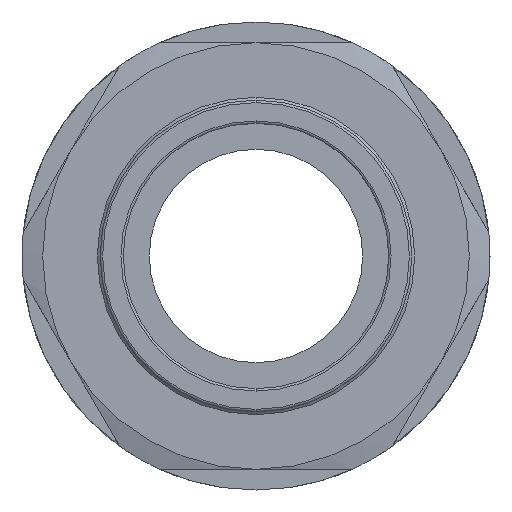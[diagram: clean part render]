
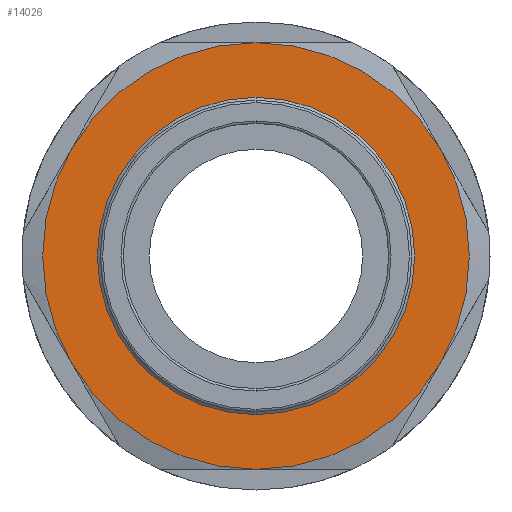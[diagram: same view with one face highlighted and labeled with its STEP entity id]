
A CAD part, front view. The second image highlights one B-rep face of the part: STEP entity #14026.
In plain terms, the highlighted planar face has unit normal (0, -1, 0).
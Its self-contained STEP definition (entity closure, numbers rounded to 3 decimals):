
#47 = ORIENTED_EDGE ( 'NONE', *, *, #9197, .F. ) ;
#149 = AXIS2_PLACEMENT_3D ( 'NONE', #1205, #980, #12949 ) ;
#193 = DIRECTION ( 'NONE',  ( 0., 0., 1. ) ) ;
#640 = ORIENTED_EDGE ( 'NONE', *, *, #8078, .F. ) ;
#647 = VERTEX_POINT ( 'NONE', #9687 ) ;
#980 = DIRECTION ( 'NONE',  ( 0., 1., 0. ) ) ;
#1194 = CIRCLE ( 'NONE', #13045, 13.388 ) ;
#1205 = CARTESIAN_POINT ( 'NONE',  ( 0., -22.8, 0. ) ) ;
#1255 = AXIS2_PLACEMENT_3D ( 'NONE', #12466, #7476, #14796 ) ;
#1269 = AXIS2_PLACEMENT_3D ( 'NONE', #7860, #8009, #4358 ) ;
#1584 = VERTEX_POINT ( 'NONE', #14233 ) ;
#1620 = CIRCLE ( 'NONE', #149, 13.388 ) ;
#2001 = DIRECTION ( 'NONE',  ( 0., 1., 0. ) ) ;
#2259 = CIRCLE ( 'NONE', #1269, 18. ) ;
#2430 = CIRCLE ( 'NONE', #15026, 18. ) ;
#2749 = VERTEX_POINT ( 'NONE', #8486 ) ;
#2923 = EDGE_CURVE ( 'NONE', #11903, #10468, #6596, .T. ) ;
#3591 = DIRECTION ( 'NONE',  ( 0., 1., 0. ) ) ;
#3664 = CIRCLE ( 'NONE', #9368, 18. ) ;
#3878 = ORIENTED_EDGE ( 'NONE', *, *, #2923, .F. ) ;
#3986 = ORIENTED_EDGE ( 'NONE', *, *, #12813, .F. ) ;
#4043 = FACE_OUTER_BOUND ( 'NONE', #9210, .T. ) ;
#4122 = PLANE ( 'NONE',  #7967 ) ;
#4358 = DIRECTION ( 'NONE',  ( 0., 0., 1. ) ) ;
#4804 = EDGE_CURVE ( 'NONE', #9110, #14258, #1620, .T. ) ;
#5096 = CARTESIAN_POINT ( 'NONE',  ( 0., -22.8, 0. ) ) ;
#5138 = DIRECTION ( 'NONE',  ( 0., -1., 0. ) ) ;
#5431 = DIRECTION ( 'NONE',  ( 0., 0., 1. ) ) ;
#5777 = CARTESIAN_POINT ( 'NONE',  ( 0., -22.8, -13.388 ) ) ;
#6036 = CARTESIAN_POINT ( 'NONE',  ( 15.588, -22.8, -9. ) ) ;
#6469 = FACE_BOUND ( 'NONE', #13400, .T. ) ;
#6596 = CIRCLE ( 'NONE', #12988, 18. ) ;
#6688 = DIRECTION ( 'NONE',  ( 0., 1., 0. ) ) ;
#6886 = DIRECTION ( 'NONE',  ( 0., 0., 1. ) ) ;
#6890 = ORIENTED_EDGE ( 'NONE', *, *, #9154, .T. ) ;
#7102 = DIRECTION ( 'NONE',  ( 0., 0., -1. ) ) ;
#7126 = EDGE_CURVE ( 'NONE', #10468, #2749, #14245, .T. ) ;
#7476 = DIRECTION ( 'NONE',  ( 0., 1., 0. ) ) ;
#7860 = CARTESIAN_POINT ( 'NONE',  ( 0., -22.8, 0. ) ) ;
#7935 = CARTESIAN_POINT ( 'NONE',  ( 0., -22.8, -18. ) ) ;
#7967 = AXIS2_PLACEMENT_3D ( 'NONE', #9027, #5138, #8952 ) ;
#8009 = DIRECTION ( 'NONE',  ( 0., 1., 0. ) ) ;
#8078 = EDGE_CURVE ( 'NONE', #647, #13207, #2430, .T. ) ;
#8486 = CARTESIAN_POINT ( 'NONE',  ( -15.588, -22.8, -9. ) ) ;
#8952 = DIRECTION ( 'NONE',  ( 0., 0., -1. ) ) ;
#9027 = CARTESIAN_POINT ( 'NONE',  ( 0., -22.8, 0. ) ) ;
#9110 = VERTEX_POINT ( 'NONE', #5777 ) ;
#9154 = EDGE_CURVE ( 'NONE', #14258, #9110, #1194, .T. ) ;
#9197 = EDGE_CURVE ( 'NONE', #13207, #11903, #3664, .T. ) ;
#9210 = EDGE_LOOP ( 'NONE', ( #9620, #3878, #47, #640, #3986, #11653 ) ) ;
#9368 = AXIS2_PLACEMENT_3D ( 'NONE', #10561, #3591, #193 ) ;
#9585 = AXIS2_PLACEMENT_3D ( 'NONE', #10207, #2001, #6886 ) ;
#9620 = ORIENTED_EDGE ( 'NONE', *, *, #7126, .F. ) ;
#9687 = CARTESIAN_POINT ( 'NONE',  ( 0., -22.8, 18. ) ) ;
#9832 = DIRECTION ( 'NONE',  ( 0., 1., 0. ) ) ;
#10207 = CARTESIAN_POINT ( 'NONE',  ( 0., -22.8, 0. ) ) ;
#10468 = VERTEX_POINT ( 'NONE', #7935 ) ;
#10561 = CARTESIAN_POINT ( 'NONE',  ( 0., -22.8, 0. ) ) ;
#11653 = ORIENTED_EDGE ( 'NONE', *, *, #14129, .F. ) ;
#11712 = DIRECTION ( 'NONE',  ( 0., 1., 0. ) ) ;
#11873 = ORIENTED_EDGE ( 'NONE', *, *, #4804, .T. ) ;
#11903 = VERTEX_POINT ( 'NONE', #6036 ) ;
#12119 = CIRCLE ( 'NONE', #1255, 18. ) ;
#12466 = CARTESIAN_POINT ( 'NONE',  ( 0., -22.8, 0. ) ) ;
#12813 = EDGE_CURVE ( 'NONE', #1584, #647, #12119, .T. ) ;
#12949 = DIRECTION ( 'NONE',  ( 0., 0., -1. ) ) ;
#12988 = AXIS2_PLACEMENT_3D ( 'NONE', #13393, #6688, #5431 ) ;
#13045 = AXIS2_PLACEMENT_3D ( 'NONE', #14176, #11712, #7102 ) ;
#13207 = VERTEX_POINT ( 'NONE', #14698 ) ;
#13222 = CARTESIAN_POINT ( 'NONE',  ( 0., -22.8, 13.388 ) ) ;
#13393 = CARTESIAN_POINT ( 'NONE',  ( 0., -22.8, 0. ) ) ;
#13400 = EDGE_LOOP ( 'NONE', ( #6890, #11873 ) ) ;
#14026 = ADVANCED_FACE ( 'NONE', ( #6469, #4043 ), #4122, .T. ) ;
#14129 = EDGE_CURVE ( 'NONE', #2749, #1584, #2259, .T. ) ;
#14176 = CARTESIAN_POINT ( 'NONE',  ( 0., -22.8, 0. ) ) ;
#14233 = CARTESIAN_POINT ( 'NONE',  ( -15.588, -22.8, 9. ) ) ;
#14245 = CIRCLE ( 'NONE', #9585, 18. ) ;
#14258 = VERTEX_POINT ( 'NONE', #13222 ) ;
#14531 = DIRECTION ( 'NONE',  ( 0., 0., 1. ) ) ;
#14698 = CARTESIAN_POINT ( 'NONE',  ( 15.588, -22.8, 9. ) ) ;
#14796 = DIRECTION ( 'NONE',  ( 0., 0., 1. ) ) ;
#15026 = AXIS2_PLACEMENT_3D ( 'NONE', #5096, #9832, #14531 ) ;
